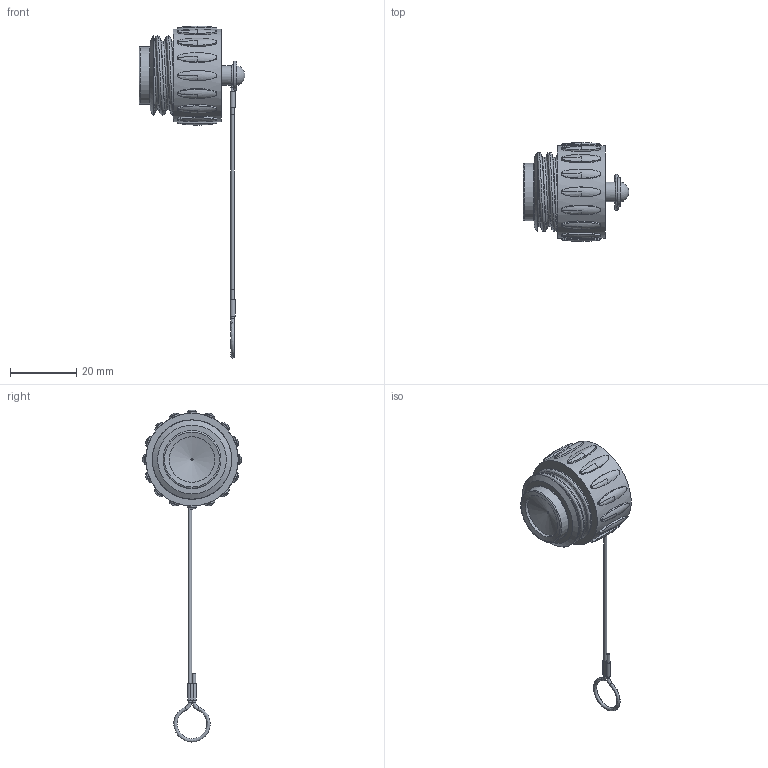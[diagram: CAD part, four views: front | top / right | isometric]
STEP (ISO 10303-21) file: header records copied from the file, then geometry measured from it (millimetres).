
FILE_DESCRIPTION(/* description */ (''),/* implementation_level */ '2;1');
FILE_NAME(/* name */ 't 6483 000nxc001-03.stp',/* time_stamp */ '2019-07-24T16:54:08+02:00',/* author */ (''),/* organization */ (''),/* preprocessor_version */ 'ST-DEVELOPER v16.7',/* originating_system */ 'SIEMENS PLM Software NX 12.0',/* authorisation */ '');
FILE_SCHEMA (('AUTOMOTIVE_DESIGN { 1 0 10303 214 3 1 1 1 }'));
Length unit declared in the file: millimetre
Products named in the file (1): t 6483 000nxc001-03
Bounding box: 32.01 x 30 x 100.5 mm (x, y, z)
Volume: 12404.7 mm3; surface area: 4464 mm2
Topology: 1 solids, 1 shells, 112 faces, 282 edges, 165 vertices
Faces by surface type: bspline 50, plane 22, cylinder 16, extrusion 16, torus 4, cone 3, sphere 1
Full cylindrical faces by diameter (mm): 1 x2, 6 x1, 8.8 x1, 13.5 x1, 13.8 x1, 17.4 x1, 17.5 x1, 20.5 x1, 24 x1, 25 x1, 28 x1
Entity records: 9272 total; most frequent: CARTESIAN_POINT 7185, ORIENTED_EDGE 378, DIRECTION 254, EDGE_CURVE 189, EDGE_LOOP 186, VERTEX_POINT 149, FACE_BOUND 128, ADVANCED_FACE 112
